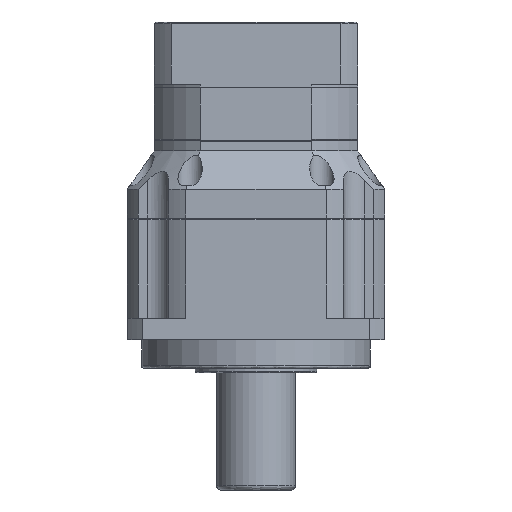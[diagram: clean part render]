
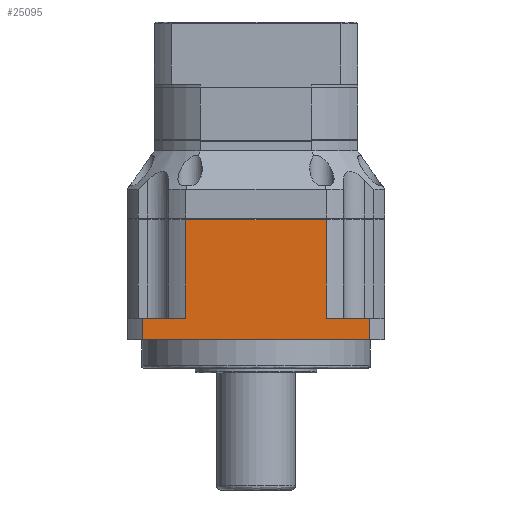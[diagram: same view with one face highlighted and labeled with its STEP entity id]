
A CAD part, front view. The second image highlights one B-rep face of the part: STEP entity #25095.
In plain terms, the highlighted planar face has unit normal (0, -1, 0).
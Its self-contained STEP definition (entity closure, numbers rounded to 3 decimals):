
#11 = DIRECTION ( 'NONE',  ( -1., 0., 0. ) ) ;
#793 = VERTEX_POINT ( 'NONE', #17171 ) ;
#1030 = ORIENTED_EDGE ( 'NONE', *, *, #5525, .F. ) ;
#1336 = VERTEX_POINT ( 'NONE', #1679 ) ;
#1679 = CARTESIAN_POINT ( 'NONE',  ( 79.373, -90., 120. ) ) ;
#2034 = CARTESIAN_POINT ( 'NONE',  ( -79.373, -90., 120. ) ) ;
#2051 = CARTESIAN_POINT ( 'NONE',  ( -79.373, -90., 120. ) ) ;
#2089 = VECTOR ( 'NONE', #11, 1000. ) ;
#2120 = VECTOR ( 'NONE', #22034, 1000. ) ;
#3914 = PLANE ( 'NONE',  #25116 ) ;
#3938 = CARTESIAN_POINT ( 'NONE',  ( 0., -90., 189. ) ) ;
#3999 = DIRECTION ( 'NONE',  ( -1., 0., 0. ) ) ;
#5525 = EDGE_CURVE ( 'NONE', #21943, #1336, #8010, .T. ) ;
#5589 = LINE ( 'NONE', #8513, #15081 ) ;
#6359 = ORIENTED_EDGE ( 'NONE', *, *, #19210, .F. ) ;
#6805 = ORIENTED_EDGE ( 'NONE', *, *, #15617, .F. ) ;
#7141 = VECTOR ( 'NONE', #25017, 1000. ) ;
#7163 = EDGE_CURVE ( 'NONE', #1336, #18373, #7230, .T. ) ;
#7202 = ORIENTED_EDGE ( 'NONE', *, *, #7163, .F. ) ;
#7230 = LINE ( 'NONE', #21945, #2120 ) ;
#7723 = EDGE_CURVE ( 'NONE', #12598, #8593, #14521, .T. ) ;
#8010 = LINE ( 'NONE', #20110, #18256 ) ;
#8513 = CARTESIAN_POINT ( 'NONE',  ( -79.373, -90., 105. ) ) ;
#8593 = VERTEX_POINT ( 'NONE', #2034 ) ;
#8825 = EDGE_CURVE ( 'NONE', #8593, #15512, #11544, .T. ) ;
#8837 = VECTOR ( 'NONE', #13792, 1000. ) ;
#9623 = ORIENTED_EDGE ( 'NONE', *, *, #8825, .F. ) ;
#11148 = CARTESIAN_POINT ( 'NONE',  ( 49.054, -90., 235.5 ) ) ;
#11418 = EDGE_CURVE ( 'NONE', #18373, #12598, #5589, .T. ) ;
#11544 = LINE ( 'NONE', #12022, #21517 ) ;
#12022 = CARTESIAN_POINT ( 'NONE',  ( -79.373, -90., 120. ) ) ;
#12044 = LINE ( 'NONE', #3938, #2089 ) ;
#12374 = ORIENTED_EDGE ( 'NONE', *, *, #7723, .F. ) ;
#12598 = VERTEX_POINT ( 'NONE', #25682 ) ;
#12783 = DIRECTION ( 'NONE',  ( 1., 0., 0. ) ) ;
#12936 = EDGE_LOOP ( 'NONE', ( #6359, #9623, #12374, #19777, #7202, #1030, #6805, #17357 ) ) ;
#13215 = CARTESIAN_POINT ( 'NONE',  ( 49.054, -90., 120. ) ) ;
#13246 = LINE ( 'NONE', #11148, #7141 ) ;
#13778 = CARTESIAN_POINT ( 'NONE',  ( 49.054, -90., 189. ) ) ;
#13792 = DIRECTION ( 'NONE',  ( 0., 0., 1. ) ) ;
#13878 = VECTOR ( 'NONE', #20131, 1000. ) ;
#14521 = LINE ( 'NONE', #19762, #13878 ) ;
#15081 = VECTOR ( 'NONE', #22741, 1000. ) ;
#15277 = EDGE_CURVE ( 'NONE', #22452, #793, #12044, .T. ) ;
#15512 = VERTEX_POINT ( 'NONE', #16884 ) ;
#15617 = EDGE_CURVE ( 'NONE', #22452, #21943, #13246, .T. ) ;
#15977 = DIRECTION ( 'NONE',  ( 0., 1., 0. ) ) ;
#16884 = CARTESIAN_POINT ( 'NONE',  ( -49.054, -90., 120. ) ) ;
#17171 = CARTESIAN_POINT ( 'NONE',  ( -49.054, -90., 189. ) ) ;
#17357 = ORIENTED_EDGE ( 'NONE', *, *, #15277, .T. ) ;
#18256 = VECTOR ( 'NONE', #20157, 1000. ) ;
#18373 = VERTEX_POINT ( 'NONE', #22413 ) ;
#19018 = LINE ( 'NONE', #21693, #8837 ) ;
#19210 = EDGE_CURVE ( 'NONE', #15512, #793, #19018, .T. ) ;
#19762 = CARTESIAN_POINT ( 'NONE',  ( -79.373, -90., 120. ) ) ;
#19777 = ORIENTED_EDGE ( 'NONE', *, *, #11418, .F. ) ;
#20110 = CARTESIAN_POINT ( 'NONE',  ( -79.373, -90., 120. ) ) ;
#20131 = DIRECTION ( 'NONE',  ( 0., 0., 1. ) ) ;
#20157 = DIRECTION ( 'NONE',  ( 1., 0., 0. ) ) ;
#21008 = FACE_OUTER_BOUND ( 'NONE', #12936, .T. ) ;
#21517 = VECTOR ( 'NONE', #12783, 1000. ) ;
#21693 = CARTESIAN_POINT ( 'NONE',  ( -49.054, -90., 120. ) ) ;
#21943 = VERTEX_POINT ( 'NONE', #13215 ) ;
#21945 = CARTESIAN_POINT ( 'NONE',  ( 79.373, -90., 120. ) ) ;
#22034 = DIRECTION ( 'NONE',  ( 0., 0., -1. ) ) ;
#22413 = CARTESIAN_POINT ( 'NONE',  ( 79.373, -90., 105. ) ) ;
#22452 = VERTEX_POINT ( 'NONE', #13778 ) ;
#22741 = DIRECTION ( 'NONE',  ( -1., 0., 0. ) ) ;
#25017 = DIRECTION ( 'NONE',  ( 0., 0., -1. ) ) ;
#25095 = ADVANCED_FACE ( 'NONE', ( #21008 ), #3914, .F. ) ;
#25116 = AXIS2_PLACEMENT_3D ( 'NONE', #2051, #15977, #3999 ) ;
#25682 = CARTESIAN_POINT ( 'NONE',  ( -79.373, -90., 105. ) ) ;
